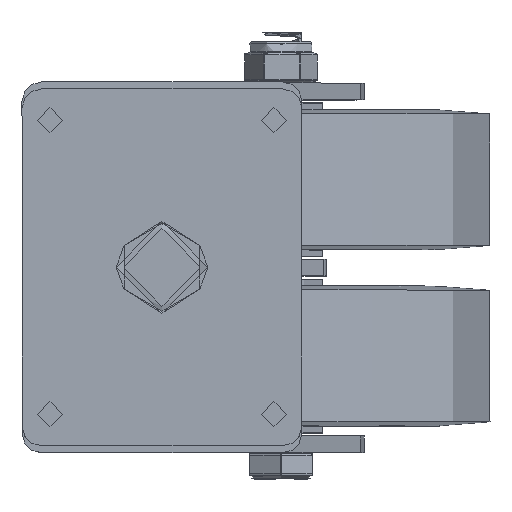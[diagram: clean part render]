
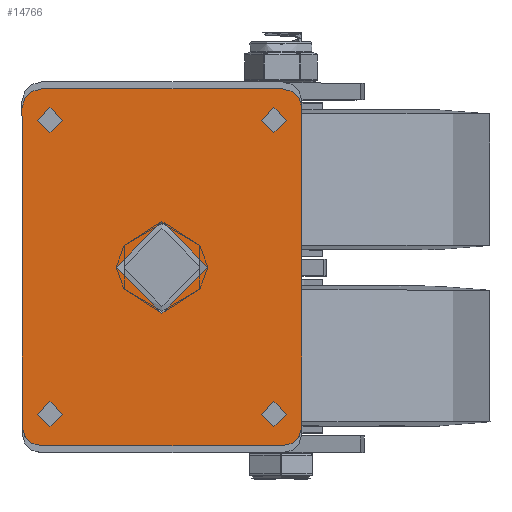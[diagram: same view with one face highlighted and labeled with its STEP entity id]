
A CAD part, top view. The second image highlights one B-rep face of the part: STEP entity #14766.
In plain terms, the highlighted planar face has unit normal (0, 0, 1).
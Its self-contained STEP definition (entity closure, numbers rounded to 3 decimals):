
#638=FACE_BOUND('',#2908,.T.);
#639=FACE_BOUND('',#2909,.T.);
#640=FACE_BOUND('',#2910,.T.);
#641=FACE_BOUND('',#2911,.T.);
#642=FACE_BOUND('',#2912,.T.);
#729=PLANE('',#15882);
#1286=CIRCLE('',#15819,9.);
#1288=CIRCLE('',#15822,9.);
#1290=CIRCLE('',#15825,9.);
#1292=CIRCLE('',#15828,9.);
#1294=CIRCLE('',#15831,14.);
#1296=CIRCLE('',#15834,14.);
#1298=CIRCLE('',#15837,14.);
#1300=CIRCLE('',#15840,14.);
#1307=CIRCLE('',#15850,32.75);
#2018=FACE_OUTER_BOUND('',#2907,.T.);
#2907=EDGE_LOOP('',(#10226,#10227,#10228,#10229,#10230,#10231,#10232,#10233));
#2908=EDGE_LOOP('',(#10234));
#2909=EDGE_LOOP('',(#10235));
#2910=EDGE_LOOP('',(#10236));
#2911=EDGE_LOOP('',(#10237));
#2912=EDGE_LOOP('',(#10238));
#4575=LINE('',#25975,#5422);
#4576=LINE('',#25976,#5423);
#4577=LINE('',#25977,#5424);
#4578=LINE('',#25978,#5425);
#5422=VECTOR('',#17502,1000.);
#5423=VECTOR('',#17503,1000.);
#5424=VECTOR('',#17504,1000.);
#5425=VECTOR('',#17505,1000.);
#6253=VERTEX_POINT('',#22404);
#6255=VERTEX_POINT('',#22410);
#6257=VERTEX_POINT('',#22416);
#6259=VERTEX_POINT('',#22422);
#6261=VERTEX_POINT('',#22428);
#6262=VERTEX_POINT('',#22429);
#6265=VERTEX_POINT('',#22437);
#6266=VERTEX_POINT('',#22438);
#6269=VERTEX_POINT('',#22446);
#6270=VERTEX_POINT('',#22447);
#6273=VERTEX_POINT('',#22455);
#6274=VERTEX_POINT('',#22456);
#6282=VERTEX_POINT('',#22478);
#7711=EDGE_CURVE('',#6253,#6253,#1286,.T.);
#7714=EDGE_CURVE('',#6255,#6255,#1288,.T.);
#7717=EDGE_CURVE('',#6257,#6257,#1290,.T.);
#7720=EDGE_CURVE('',#6259,#6259,#1292,.T.);
#7723=EDGE_CURVE('',#6261,#6262,#1294,.T.);
#7727=EDGE_CURVE('',#6265,#6266,#1296,.T.);
#7731=EDGE_CURVE('',#6269,#6270,#1298,.T.);
#7735=EDGE_CURVE('',#6273,#6274,#1300,.T.);
#7747=EDGE_CURVE('',#6282,#6282,#1307,.T.);
#7833=EDGE_CURVE('',#6270,#6273,#4575,.T.);
#7834=EDGE_CURVE('',#6262,#6269,#4576,.T.);
#7835=EDGE_CURVE('',#6266,#6261,#4577,.T.);
#7836=EDGE_CURVE('',#6274,#6265,#4578,.T.);
#10226=ORIENTED_EDGE('',*,*,#7735,.F.);
#10227=ORIENTED_EDGE('',*,*,#7833,.F.);
#10228=ORIENTED_EDGE('',*,*,#7731,.F.);
#10229=ORIENTED_EDGE('',*,*,#7834,.F.);
#10230=ORIENTED_EDGE('',*,*,#7723,.F.);
#10231=ORIENTED_EDGE('',*,*,#7835,.F.);
#10232=ORIENTED_EDGE('',*,*,#7727,.F.);
#10233=ORIENTED_EDGE('',*,*,#7836,.F.);
#10234=ORIENTED_EDGE('',*,*,#7711,.T.);
#10235=ORIENTED_EDGE('',*,*,#7714,.T.);
#10236=ORIENTED_EDGE('',*,*,#7717,.T.);
#10237=ORIENTED_EDGE('',*,*,#7720,.T.);
#10238=ORIENTED_EDGE('',*,*,#7747,.F.);
#14766=ADVANCED_FACE('',(#2018,#638,#639,#640,#641,#642),#729,.T.);
#15819=AXIS2_PLACEMENT_3D('',#22405,#17347,#17348);
#15822=AXIS2_PLACEMENT_3D('',#22411,#17354,#17355);
#15825=AXIS2_PLACEMENT_3D('',#22417,#17361,#17362);
#15828=AXIS2_PLACEMENT_3D('',#22423,#17368,#17369);
#15831=AXIS2_PLACEMENT_3D('',#22430,#17375,#17376);
#15834=AXIS2_PLACEMENT_3D('',#22439,#17383,#17384);
#15837=AXIS2_PLACEMENT_3D('',#22448,#17391,#17392);
#15840=AXIS2_PLACEMENT_3D('',#22457,#17399,#17400);
#15850=AXIS2_PLACEMENT_3D('',#22480,#17424,#17425);
#15882=AXIS2_PLACEMENT_3D('',#25974,#17500,#17501);
#17347=DIRECTION('center_axis',(0.,0.,-1.));
#17348=DIRECTION('ref_axis',(1.,0.,0.));
#17354=DIRECTION('center_axis',(0.,0.,-1.));
#17355=DIRECTION('ref_axis',(1.,0.,0.));
#17361=DIRECTION('center_axis',(0.,0.,-1.));
#17362=DIRECTION('ref_axis',(1.,0.,0.));
#17368=DIRECTION('center_axis',(0.,0.,-1.));
#17369=DIRECTION('ref_axis',(1.,0.,0.));
#17375=DIRECTION('center_axis',(0.,0.,-1.));
#17376=DIRECTION('ref_axis',(-0.707,0.707,0.));
#17383=DIRECTION('center_axis',(0.,0.,-1.));
#17384=DIRECTION('ref_axis',(-0.707,-0.707,0.));
#17391=DIRECTION('center_axis',(0.,0.,-1.));
#17392=DIRECTION('ref_axis',(0.707,0.707,0.));
#17399=DIRECTION('center_axis',(0.,0.,-1.));
#17400=DIRECTION('ref_axis',(0.707,-0.707,0.));
#17424=DIRECTION('center_axis',(0.,0.,1.));
#17425=DIRECTION('ref_axis',(-1.,0.,0.));
#17500=DIRECTION('center_axis',(0.,0.,1.));
#17501=DIRECTION('ref_axis',(1.,0.,0.));
#17502=DIRECTION('',(0.,-1.,0.));
#17503=DIRECTION('',(1.,0.,0.));
#17504=DIRECTION('',(0.,1.,0.));
#17505=DIRECTION('',(-1.,0.,0.));
#22404=CARTESIAN_POINT('',(-114.,-80.,0.));
#22405=CARTESIAN_POINT('Origin',(-105.,-80.,0.));
#22410=CARTESIAN_POINT('',(96.,-80.,0.));
#22411=CARTESIAN_POINT('Origin',(105.,-80.,0.));
#22416=CARTESIAN_POINT('',(96.,80.,0.));
#22417=CARTESIAN_POINT('Origin',(105.,80.,0.));
#22422=CARTESIAN_POINT('',(-114.,80.,0.));
#22423=CARTESIAN_POINT('Origin',(-105.,80.,0.));
#22428=CARTESIAN_POINT('',(-127.5,86.,0.));
#22429=CARTESIAN_POINT('',(-113.5,100.,0.));
#22430=CARTESIAN_POINT('Origin',(-113.5,86.,0.));
#22437=CARTESIAN_POINT('',(-113.5,-100.,0.));
#22438=CARTESIAN_POINT('',(-127.5,-86.,0.));
#22439=CARTESIAN_POINT('Origin',(-113.5,-86.,0.));
#22446=CARTESIAN_POINT('',(113.5,100.,0.));
#22447=CARTESIAN_POINT('',(127.5,86.,0.));
#22448=CARTESIAN_POINT('Origin',(113.5,86.,0.));
#22455=CARTESIAN_POINT('',(127.5,-86.,0.));
#22456=CARTESIAN_POINT('',(113.5,-100.,0.));
#22457=CARTESIAN_POINT('Origin',(113.5,-86.,0.));
#22478=CARTESIAN_POINT('',(32.75,0.,0.));
#22480=CARTESIAN_POINT('Origin',(0.,0.,0.));
#25974=CARTESIAN_POINT('Origin',(0.,0.,0.));
#25975=CARTESIAN_POINT('',(127.5,100.,0.));
#25976=CARTESIAN_POINT('',(-127.5,100.,0.));
#25977=CARTESIAN_POINT('',(-127.5,-100.,0.));
#25978=CARTESIAN_POINT('',(127.5,-100.,0.));
